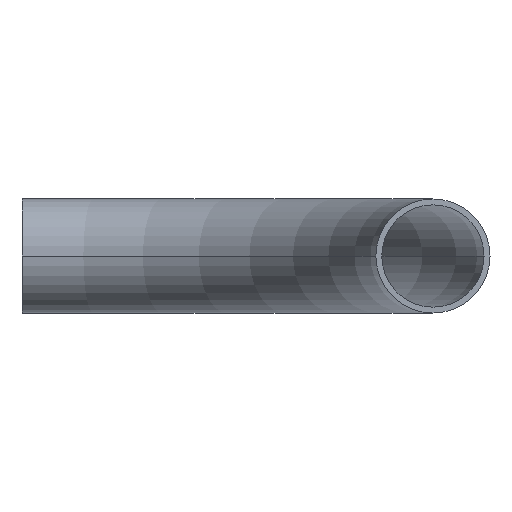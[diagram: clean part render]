
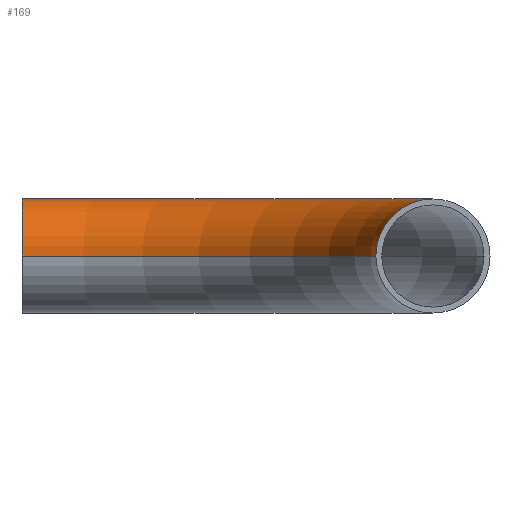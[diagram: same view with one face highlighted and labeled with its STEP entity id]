
A CAD part, front view. The second image highlights one B-rep face of the part: STEP entity #169.
In plain terms, the highlighted toroidal (fillet/blend) face has major radius 114.3 mm and minor radius 15.875 mm.
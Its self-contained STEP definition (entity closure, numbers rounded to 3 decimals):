
#1 = EDGE_CURVE ( 'NONE', #215, #174, #95, .T. ) ;
#7 = DIRECTION ( 'NONE',  ( 1., 0., 0. ) ) ;
#17 = AXIS2_PLACEMENT_3D ( 'NONE', #218, #48, #293 ) ;
#31 = DIRECTION ( 'NONE',  ( 0., 0., 1. ) ) ;
#48 = DIRECTION ( 'NONE',  ( 0., 0., 1. ) ) ;
#50 = FACE_OUTER_BOUND ( 'NONE', #248, .T. ) ;
#56 = EDGE_CURVE ( 'NONE', #174, #143, #202, .T. ) ;
#62 = VERTEX_POINT ( 'NONE', #318 ) ;
#76 = AXIS2_PLACEMENT_3D ( 'NONE', #235, #31, #299 ) ;
#79 = CIRCLE ( 'NONE', #213, 15.875 ) ;
#86 = EDGE_CURVE ( 'NONE', #62, #143, #79, .T. ) ;
#95 = CIRCLE ( 'NONE', #148, 15.875 ) ;
#130 = DIRECTION ( 'NONE',  ( 0., -1., 0. ) ) ;
#143 = VERTEX_POINT ( 'NONE', #178 ) ;
#148 = AXIS2_PLACEMENT_3D ( 'NONE', #182, #130, #283 ) ;
#169 = ADVANCED_FACE ( 'NONE', ( #50 ), #269, .T. ) ;
#173 = ORIENTED_EDGE ( 'NONE', *, *, #1, .F. ) ;
#174 = VERTEX_POINT ( 'NONE', #286 ) ;
#178 = CARTESIAN_POINT ( 'NONE',  ( 0., 1668.425, 0. ) ) ;
#182 = CARTESIAN_POINT ( 'NONE',  ( 114.3, 1570., 0. ) ) ;
#187 = DIRECTION ( 'NONE',  ( 0., 1., 0. ) ) ;
#191 = ORIENTED_EDGE ( 'NONE', *, *, #204, .T. ) ;
#202 = CIRCLE ( 'NONE', #17, 98.425 ) ;
#204 = EDGE_CURVE ( 'NONE', #215, #62, #243, .T. ) ;
#213 = AXIS2_PLACEMENT_3D ( 'NONE', #225, #7, #187 ) ;
#215 = VERTEX_POINT ( 'NONE', #276 ) ;
#218 = CARTESIAN_POINT ( 'NONE',  ( 0., 1570., 0. ) ) ;
#225 = CARTESIAN_POINT ( 'NONE',  ( 0., 1684.3, 0. ) ) ;
#235 = CARTESIAN_POINT ( 'NONE',  ( 0., 1570., 0. ) ) ;
#242 = ORIENTED_EDGE ( 'NONE', *, *, #56, .F. ) ;
#243 = CIRCLE ( 'NONE', #262, 130.175 ) ;
#245 = DIRECTION ( 'NONE',  ( 1., 0., 0. ) ) ;
#248 = EDGE_LOOP ( 'NONE', ( #173, #191, #257, #242 ) ) ;
#253 = DIRECTION ( 'NONE',  ( 0., 0., 1. ) ) ;
#257 = ORIENTED_EDGE ( 'NONE', *, *, #86, .T. ) ;
#262 = AXIS2_PLACEMENT_3D ( 'NONE', #263, #253, #245 ) ;
#263 = CARTESIAN_POINT ( 'NONE',  ( 0., 1570., 0. ) ) ;
#269 = TOROIDAL_SURFACE ( 'NONE', #76, 114.3, 15.875 ) ;
#276 = CARTESIAN_POINT ( 'NONE',  ( 130.175, 1570., 0. ) ) ;
#283 = DIRECTION ( 'NONE',  ( 1., 0., 0. ) ) ;
#286 = CARTESIAN_POINT ( 'NONE',  ( 98.425, 1570., 0. ) ) ;
#293 = DIRECTION ( 'NONE',  ( 1., 0., 0. ) ) ;
#299 = DIRECTION ( 'NONE',  ( 1., 0., 0. ) ) ;
#318 = CARTESIAN_POINT ( 'NONE',  ( 0., 1700.175, 0. ) ) ;
